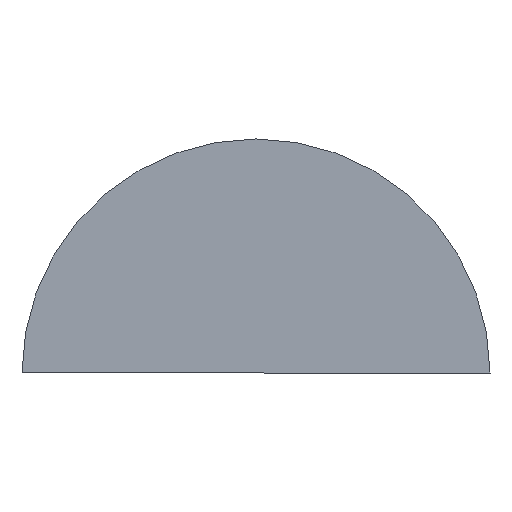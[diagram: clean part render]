
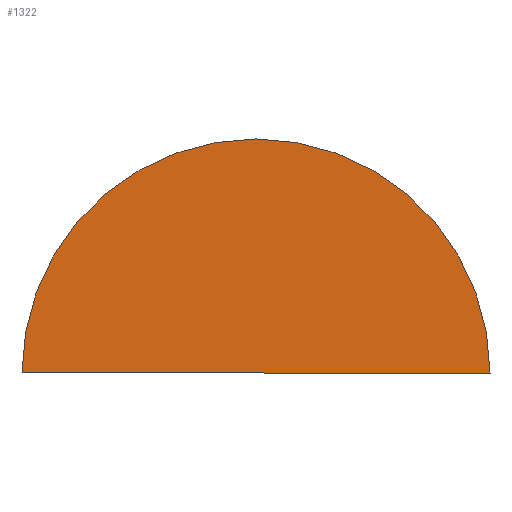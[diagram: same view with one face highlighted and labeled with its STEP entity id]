
A CAD part, left-side view. The second image highlights one B-rep face of the part: STEP entity #1322.
In plain terms, the highlighted planar face has unit normal (-1, 0, 0).
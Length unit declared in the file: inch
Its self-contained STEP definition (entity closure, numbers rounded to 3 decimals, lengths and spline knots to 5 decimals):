
#70 = CARTESIAN_POINT ( 'NONE',  ( -148., 0., 0. ) ) ;
#122 = DIRECTION ( 'NONE',  ( 0., 0., -1. ) ) ;
#147 = DIRECTION ( 'NONE',  ( -1., 0., 0. ) ) ;
#325 = DIRECTION ( 'NONE',  ( 0., 0., 1. ) ) ;
#366 = ORIENTED_EDGE ( 'NONE', *, *, #1761, .F. ) ;
#429 = VERTEX_POINT ( 'NONE', #776 ) ;
#443 = DIRECTION ( 'NONE',  ( 0., 0., 1. ) ) ;
#537 = CARTESIAN_POINT ( 'NONE',  ( -148., 0., 74. ) ) ;
#681 = EDGE_CURVE ( 'NONE', #1109, #429, #736, .T. ) ;
#736 = CIRCLE ( 'NONE', #2089, 74. ) ;
#766 = DIRECTION ( 'NONE',  ( -1., 0., 0. ) ) ;
#776 = CARTESIAN_POINT ( 'NONE',  ( -148., 74., 0. ) ) ;
#858 = DIRECTION ( 'NONE',  ( 0., 1., 0. ) ) ;
#1009 = EDGE_CURVE ( 'NONE', #1562, #1109, #1155, .T. ) ;
#1076 = CARTESIAN_POINT ( 'NONE',  ( -148., -74., 0. ) ) ;
#1109 = VERTEX_POINT ( 'NONE', #537 ) ;
#1155 = CIRCLE ( 'NONE', #2051, 74. ) ;
#1303 = CARTESIAN_POINT ( 'NONE',  ( -148., -74., 0. ) ) ;
#1322 = ADVANCED_FACE ( 'NONE', ( #1818 ), #1621, .F. ) ;
#1554 = ORIENTED_EDGE ( 'NONE', *, *, #1009, .T. ) ;
#1562 = VERTEX_POINT ( 'NONE', #1076 ) ;
#1621 = PLANE ( 'NONE',  #2092 ) ;
#1728 = VECTOR ( 'NONE', #858, 39.37008 ) ;
#1761 = EDGE_CURVE ( 'NONE', #1562, #429, #2014, .T. ) ;
#1766 = EDGE_LOOP ( 'NONE', ( #1554, #1877, #366 ) ) ;
#1818 = FACE_OUTER_BOUND ( 'NONE', #1766, .T. ) ;
#1877 = ORIENTED_EDGE ( 'NONE', *, *, #681, .T. ) ;
#2014 = LINE ( 'NONE', #1303, #1728 ) ;
#2019 = DIRECTION ( 'NONE',  ( 1., 0., 0. ) ) ;
#2051 = AXIS2_PLACEMENT_3D ( 'NONE', #2181, #147, #325 ) ;
#2089 = AXIS2_PLACEMENT_3D ( 'NONE', #70, #766, #443 ) ;
#2092 = AXIS2_PLACEMENT_3D ( 'NONE', #2146, #2019, #122 ) ;
#2146 = CARTESIAN_POINT ( 'NONE',  ( -148., -74., 0. ) ) ;
#2181 = CARTESIAN_POINT ( 'NONE',  ( -148., 0., 0. ) ) ;
